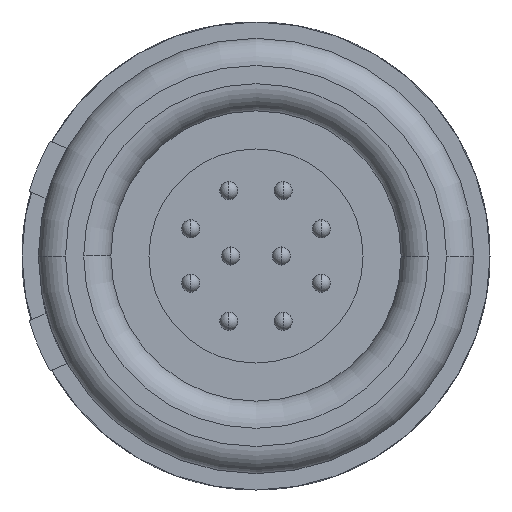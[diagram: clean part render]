
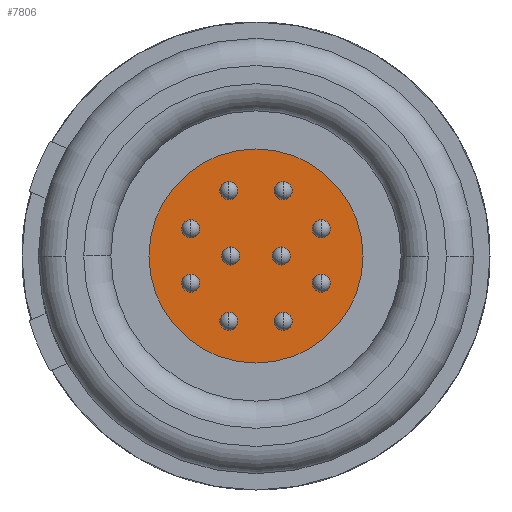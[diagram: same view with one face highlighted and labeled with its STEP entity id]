
A CAD part, left-side view. The second image highlights one B-rep face of the part: STEP entity #7806.
In plain terms, the highlighted planar face has unit normal (-1, 0, 0).
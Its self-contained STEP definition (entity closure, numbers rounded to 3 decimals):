
#1243=CARTESIAN_POINT('',(-3.,0.,0.));
#1244=DIRECTION('',(-1.,0.,0.));
#1245=DIRECTION('',(0.,1.,0.));
#1246=AXIS2_PLACEMENT_3D('',#1243,#1244,#1245);
#1261=CARTESIAN_POINT('',(-3.,0.,0.));
#1262=DIRECTION('',(-1.,0.,0.));
#1263=DIRECTION('',(0.,-1.,0.));
#1264=AXIS2_PLACEMENT_3D('',#1261,#1262,#1263);
#2924=CARTESIAN_POINT('',(-3.,0.746,-1.802));
#2925=DIRECTION('',(-1.,0.,0.));
#2926=DIRECTION('',(0.,0.,1.));
#2927=AXIS2_PLACEMENT_3D('',#2924,#2925,#2926);
#2929=CARTESIAN_POINT('',(-3.,0.746,-1.802));
#2930=DIRECTION('',(-1.,0.,0.));
#2931=DIRECTION('',(0.,0.,-1.));
#2932=AXIS2_PLACEMENT_3D('',#2929,#2930,#2931);
#2934=CARTESIAN_POINT('',(-3.,1.802,-0.746));
#2935=DIRECTION('',(-1.,0.,0.));
#2936=DIRECTION('',(0.,0.,1.));
#2937=AXIS2_PLACEMENT_3D('',#2934,#2935,#2936);
#2939=CARTESIAN_POINT('',(-3.,1.802,-0.746));
#2940=DIRECTION('',(-1.,0.,0.));
#2941=DIRECTION('',(0.,0.,-1.));
#2942=AXIS2_PLACEMENT_3D('',#2939,#2940,#2941);
#2944=CARTESIAN_POINT('',(-3.,-0.746,-1.802));
#2945=DIRECTION('',(-1.,0.,0.));
#2946=DIRECTION('',(0.,0.,1.));
#2947=AXIS2_PLACEMENT_3D('',#2944,#2945,#2946);
#2949=CARTESIAN_POINT('',(-3.,-0.746,-1.802));
#2950=DIRECTION('',(-1.,0.,0.));
#2951=DIRECTION('',(0.,0.,-1.));
#2952=AXIS2_PLACEMENT_3D('',#2949,#2950,#2951);
#2954=CARTESIAN_POINT('',(-3.,-1.802,-0.746));
#2955=DIRECTION('',(-1.,0.,0.));
#2956=DIRECTION('',(0.,0.,1.));
#2957=AXIS2_PLACEMENT_3D('',#2954,#2955,#2956);
#2959=CARTESIAN_POINT('',(-3.,-1.802,-0.746));
#2960=DIRECTION('',(-1.,0.,0.));
#2961=DIRECTION('',(0.,0.,-1.));
#2962=AXIS2_PLACEMENT_3D('',#2959,#2960,#2961);
#2964=CARTESIAN_POINT('',(-3.,-1.802,0.746));
#2965=DIRECTION('',(-1.,0.,0.));
#2966=DIRECTION('',(0.,0.,1.));
#2967=AXIS2_PLACEMENT_3D('',#2964,#2965,#2966);
#2969=CARTESIAN_POINT('',(-3.,-1.802,0.746));
#2970=DIRECTION('',(-1.,0.,0.));
#2971=DIRECTION('',(0.,0.,-1.));
#2972=AXIS2_PLACEMENT_3D('',#2969,#2970,#2971);
#2974=CARTESIAN_POINT('',(-3.,-0.746,1.802));
#2975=DIRECTION('',(-1.,0.,0.));
#2976=DIRECTION('',(0.,0.,1.));
#2977=AXIS2_PLACEMENT_3D('',#2974,#2975,#2976);
#2979=CARTESIAN_POINT('',(-3.,-0.746,1.802));
#2980=DIRECTION('',(-1.,0.,0.));
#2981=DIRECTION('',(0.,0.,-1.));
#2982=AXIS2_PLACEMENT_3D('',#2979,#2980,#2981);
#2984=CARTESIAN_POINT('',(-3.,0.746,1.802));
#2985=DIRECTION('',(-1.,0.,0.));
#2986=DIRECTION('',(0.,0.,1.));
#2987=AXIS2_PLACEMENT_3D('',#2984,#2985,#2986);
#2989=CARTESIAN_POINT('',(-3.,0.746,1.802));
#2990=DIRECTION('',(-1.,0.,0.));
#2991=DIRECTION('',(0.,0.,-1.));
#2992=AXIS2_PLACEMENT_3D('',#2989,#2990,#2991);
#2994=CARTESIAN_POINT('',(-3.,1.802,0.746));
#2995=DIRECTION('',(-1.,0.,0.));
#2996=DIRECTION('',(0.,0.,1.));
#2997=AXIS2_PLACEMENT_3D('',#2994,#2995,#2996);
#2999=CARTESIAN_POINT('',(-3.,1.802,0.746));
#3000=DIRECTION('',(-1.,0.,0.));
#3001=DIRECTION('',(0.,0.,-1.));
#3002=AXIS2_PLACEMENT_3D('',#2999,#3000,#3001);
#3004=CARTESIAN_POINT('',(-3.,0.7,0.));
#3005=DIRECTION('',(-1.,0.,0.));
#3006=DIRECTION('',(0.,0.,1.));
#3007=AXIS2_PLACEMENT_3D('',#3004,#3005,#3006);
#3009=CARTESIAN_POINT('',(-3.,0.7,0.));
#3010=DIRECTION('',(-1.,0.,0.));
#3011=DIRECTION('',(0.,0.,-1.));
#3012=AXIS2_PLACEMENT_3D('',#3009,#3010,#3011);
#3014=CARTESIAN_POINT('',(-3.,-0.7,0.));
#3015=DIRECTION('',(-1.,0.,0.));
#3016=DIRECTION('',(0.,0.,1.));
#3017=AXIS2_PLACEMENT_3D('',#3014,#3015,#3016);
#3019=CARTESIAN_POINT('',(-3.,-0.7,0.));
#3020=DIRECTION('',(-1.,0.,0.));
#3021=DIRECTION('',(0.,0.,-1.));
#3022=AXIS2_PLACEMENT_3D('',#3019,#3020,#3021);
#4312=CARTESIAN_POINT('',(-3.,0.746,-1.552));
#4313=CARTESIAN_POINT('',(-3.,0.746,-2.052));
#4314=VERTEX_POINT('',#4312);
#4315=VERTEX_POINT('',#4313);
#4316=CARTESIAN_POINT('',(-3.,1.802,-0.496));
#4317=CARTESIAN_POINT('',(-3.,1.802,-0.996));
#4318=VERTEX_POINT('',#4316);
#4319=VERTEX_POINT('',#4317);
#4320=CARTESIAN_POINT('',(-3.,-0.746,-1.552));
#4321=CARTESIAN_POINT('',(-3.,-0.746,-2.052));
#4322=VERTEX_POINT('',#4320);
#4323=VERTEX_POINT('',#4321);
#4324=CARTESIAN_POINT('',(-3.,-1.802,-0.496));
#4325=CARTESIAN_POINT('',(-3.,-1.802,-0.996));
#4326=VERTEX_POINT('',#4324);
#4327=VERTEX_POINT('',#4325);
#4328=CARTESIAN_POINT('',(-3.,-1.802,0.996));
#4329=CARTESIAN_POINT('',(-3.,-1.802,0.496));
#4330=VERTEX_POINT('',#4328);
#4331=VERTEX_POINT('',#4329);
#4332=CARTESIAN_POINT('',(-3.,-0.746,2.052));
#4333=CARTESIAN_POINT('',(-3.,-0.746,1.552));
#4334=VERTEX_POINT('',#4332);
#4335=VERTEX_POINT('',#4333);
#4336=CARTESIAN_POINT('',(-3.,0.746,2.052));
#4337=CARTESIAN_POINT('',(-3.,0.746,1.552));
#4338=VERTEX_POINT('',#4336);
#4339=VERTEX_POINT('',#4337);
#4340=CARTESIAN_POINT('',(-3.,1.802,0.996));
#4341=CARTESIAN_POINT('',(-3.,1.802,0.496));
#4342=VERTEX_POINT('',#4340);
#4343=VERTEX_POINT('',#4341);
#4344=CARTESIAN_POINT('',(-3.,0.7,0.25));
#4345=CARTESIAN_POINT('',(-3.,0.7,-0.25));
#4346=VERTEX_POINT('',#4344);
#4347=VERTEX_POINT('',#4345);
#4348=CARTESIAN_POINT('',(-3.,-0.7,0.25));
#4349=CARTESIAN_POINT('',(-3.,-0.7,-0.25));
#4350=VERTEX_POINT('',#4348);
#4351=VERTEX_POINT('',#4349);
#4567=CARTESIAN_POINT('',(-3.,-2.95,0.));
#4568=CARTESIAN_POINT('',(-3.,2.95,0.));
#4569=VERTEX_POINT('',#4567);
#4570=VERTEX_POINT('',#4568);
#7737=CARTESIAN_POINT('',(-3.,0.,0.));
#7738=DIRECTION('',(1.,0.,0.));
#7739=DIRECTION('',(0.,0.,-1.));
#7740=AXIS2_PLACEMENT_3D('',#7737,#7738,#7739);
#7741=PLANE('',#7740);
#7742=ORIENTED_EDGE('',*,*,#5440,.F.);
#7743=ORIENTED_EDGE('',*,*,#5411,.F.);
#7744=EDGE_LOOP('',(#7742,#7743));
#7745=FACE_OUTER_BOUND('',#7744,.F.);
#7747=ORIENTED_EDGE('',*,*,#7746,.T.);
#7749=ORIENTED_EDGE('',*,*,#7748,.T.);
#7750=EDGE_LOOP('',(#7747,#7749));
#7751=FACE_BOUND('',#7750,.F.);
#7753=ORIENTED_EDGE('',*,*,#7752,.T.);
#7755=ORIENTED_EDGE('',*,*,#7754,.T.);
#7756=EDGE_LOOP('',(#7753,#7755));
#7757=FACE_BOUND('',#7756,.F.);
#7759=ORIENTED_EDGE('',*,*,#7758,.T.);
#7761=ORIENTED_EDGE('',*,*,#7760,.T.);
#7762=EDGE_LOOP('',(#7759,#7761));
#7763=FACE_BOUND('',#7762,.F.);
#7765=ORIENTED_EDGE('',*,*,#7764,.T.);
#7767=ORIENTED_EDGE('',*,*,#7766,.T.);
#7768=EDGE_LOOP('',(#7765,#7767));
#7769=FACE_BOUND('',#7768,.F.);
#7771=ORIENTED_EDGE('',*,*,#7770,.T.);
#7773=ORIENTED_EDGE('',*,*,#7772,.T.);
#7774=EDGE_LOOP('',(#7771,#7773));
#7775=FACE_BOUND('',#7774,.F.);
#7777=ORIENTED_EDGE('',*,*,#7776,.T.);
#7779=ORIENTED_EDGE('',*,*,#7778,.T.);
#7780=EDGE_LOOP('',(#7777,#7779));
#7781=FACE_BOUND('',#7780,.F.);
#7783=ORIENTED_EDGE('',*,*,#7782,.T.);
#7785=ORIENTED_EDGE('',*,*,#7784,.T.);
#7786=EDGE_LOOP('',(#7783,#7785));
#7787=FACE_BOUND('',#7786,.F.);
#7789=ORIENTED_EDGE('',*,*,#7788,.T.);
#7791=ORIENTED_EDGE('',*,*,#7790,.T.);
#7792=EDGE_LOOP('',(#7789,#7791));
#7793=FACE_BOUND('',#7792,.F.);
#7795=ORIENTED_EDGE('',*,*,#7794,.T.);
#7797=ORIENTED_EDGE('',*,*,#7796,.T.);
#7798=EDGE_LOOP('',(#7795,#7797));
#7799=FACE_BOUND('',#7798,.F.);
#7801=ORIENTED_EDGE('',*,*,#7800,.T.);
#7803=ORIENTED_EDGE('',*,*,#7802,.T.);
#7804=EDGE_LOOP('',(#7801,#7803));
#7805=FACE_BOUND('',#7804,.F.);
#7806=ADVANCED_FACE('',(#7745,#7751,#7757,#7763,#7769,#7775,#7781,#7787,#7793,
#7799,#7805),#7741,.F.);
#1247=CIRCLE('',#1246,2.95);
#1265=CIRCLE('',#1264,2.95);
#2928=CIRCLE('',#2927,0.25);
#2933=CIRCLE('',#2932,0.25);
#2938=CIRCLE('',#2937,0.25);
#2943=CIRCLE('',#2942,0.25);
#2948=CIRCLE('',#2947,0.25);
#2953=CIRCLE('',#2952,0.25);
#2958=CIRCLE('',#2957,0.25);
#2963=CIRCLE('',#2962,0.25);
#2968=CIRCLE('',#2967,0.25);
#2973=CIRCLE('',#2972,0.25);
#2978=CIRCLE('',#2977,0.25);
#2983=CIRCLE('',#2982,0.25);
#2988=CIRCLE('',#2987,0.25);
#2993=CIRCLE('',#2992,0.25);
#2998=CIRCLE('',#2997,0.25);
#3003=CIRCLE('',#3002,0.25);
#3008=CIRCLE('',#3007,0.25);
#3013=CIRCLE('',#3012,0.25);
#3018=CIRCLE('',#3017,0.25);
#3023=CIRCLE('',#3022,0.25);
#5411=EDGE_CURVE('',#4570,#4569,#1247,.T.);
#5440=EDGE_CURVE('',#4569,#4570,#1265,.T.);
#7746=EDGE_CURVE('',#4314,#4315,#2928,.T.);
#7748=EDGE_CURVE('',#4315,#4314,#2933,.T.);
#7752=EDGE_CURVE('',#4318,#4319,#2938,.T.);
#7754=EDGE_CURVE('',#4319,#4318,#2943,.T.);
#7758=EDGE_CURVE('',#4322,#4323,#2948,.T.);
#7760=EDGE_CURVE('',#4323,#4322,#2953,.T.);
#7764=EDGE_CURVE('',#4326,#4327,#2958,.T.);
#7766=EDGE_CURVE('',#4327,#4326,#2963,.T.);
#7770=EDGE_CURVE('',#4330,#4331,#2968,.T.);
#7772=EDGE_CURVE('',#4331,#4330,#2973,.T.);
#7776=EDGE_CURVE('',#4334,#4335,#2978,.T.);
#7778=EDGE_CURVE('',#4335,#4334,#2983,.T.);
#7782=EDGE_CURVE('',#4338,#4339,#2988,.T.);
#7784=EDGE_CURVE('',#4339,#4338,#2993,.T.);
#7788=EDGE_CURVE('',#4342,#4343,#2998,.T.);
#7790=EDGE_CURVE('',#4343,#4342,#3003,.T.);
#7794=EDGE_CURVE('',#4346,#4347,#3008,.T.);
#7796=EDGE_CURVE('',#4347,#4346,#3013,.T.);
#7800=EDGE_CURVE('',#4350,#4351,#3018,.T.);
#7802=EDGE_CURVE('',#4351,#4350,#3023,.T.);
